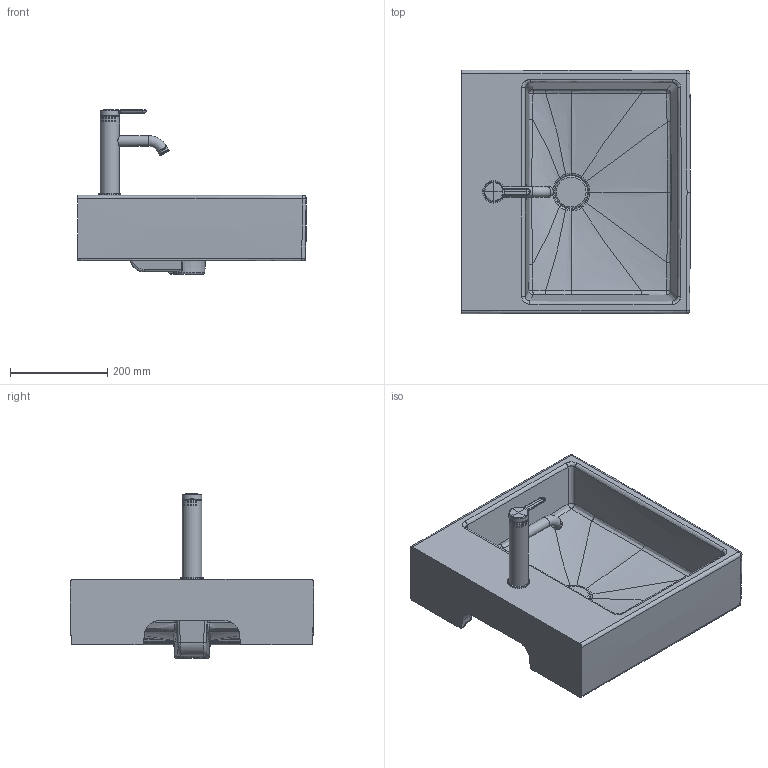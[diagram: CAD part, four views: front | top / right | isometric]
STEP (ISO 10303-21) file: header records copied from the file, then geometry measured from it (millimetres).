
FILE_DESCRIPTION((''),'2;1');
FILE_NAME('235050.stp','2017-07-04T20:29:55',('Administrator'),(''),'Autodesk Inventor 2011','Autodesk Inventor 2011','');
FILE_SCHEMA(('CONFIG_CONTROL_DESIGN'));
Length unit declared in the file: millimetre
Products named in the file (10): 235050; Kelch_Stopfen VERO AIR Bgr; Armatur C1 WT; 509115_ASM; 615832; 615833; 636748; 615729; 615737
Assembly tree (9 placements, depth 4):
  235050
    235050
    Kelch_Stopfen VERO AIR Bgr
    Armatur C1 WT
      509115_ASM
        615832
        615833
      636748
      615729
      615737
Bounding box: 470.11 x 500.18 x 337.45 mm (x, y, z)
Volume: 11163041.9 mm3; surface area: 1034767.3 mm2
Topology: 8 solids, 11 shells, 525 faces, 1203 edges, 703 vertices
Faces by surface type: bspline 254, cylinder 109, plane 95, torus 36, sphere 16, cone 15
Full cylindrical faces by diameter (mm): 6 x1, 12 x2, 15 x2, 16 x1, 16.5 x2, 17.3 x1, 17.55 x1, 18.5 x2, 18.75 x1, 22 x2, 25 x1, 27.189 x1, 30.452 x1, 34 x1, 34.5 x1, 35 x1, 35.4 x1, 35.5 x1, 36.324 x1, 36.9 x4, 37.3 x1, 37.6 x1, 40 x2, 42.5 x1, 42.668 x1, 45.096 x1, 46 x1, 67.165 x1
Entity records: 47040 total; most frequent: CARTESIAN_POINT 36064, ORIENTED_EDGE 2224, DIRECTION 1784, EDGE_CURVE 1112, AXIS2_PLACEMENT_3D 782, VERTEX_POINT 687, EDGE_LOOP 623, FACE_OUTER_BOUND 525
